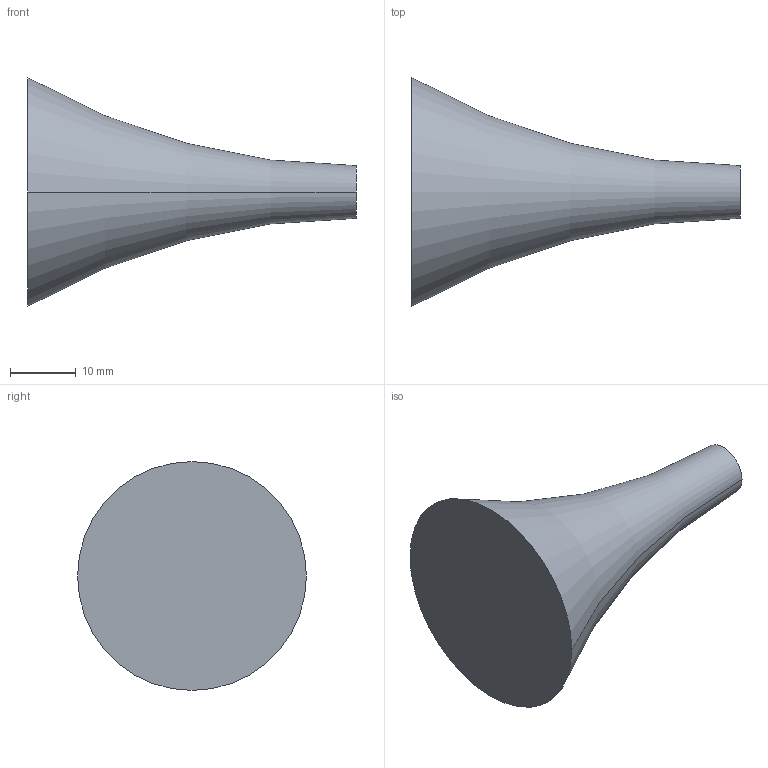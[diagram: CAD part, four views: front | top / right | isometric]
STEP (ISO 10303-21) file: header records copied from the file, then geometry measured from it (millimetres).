
FILE_DESCRIPTION((''),'2;1');
FILE_NAME('ZUGSTAB','2025-10-27T20:57:31',('Steffen Jaeger'),(''),'CREO PARAMETRIC BY PTC INC, 2023424','CREO PARAMETRIC BY PTC INC, 2023424','');
FILE_SCHEMA(('AUTOMOTIVE_DESIGN { 1 0 10303 214 1 1 1 1 }'));
Length unit declared in the file: millimetre
Products named in the file (1): ZUGSTAB
Bounding box: 50 x 34.8 x 34.8 mm (x, y, z)
Volume: 13379 mm3; surface area: 3800.6 mm2
Topology: 1 solids, 1 shells, 4 faces, 6 edges, 4 vertices
Faces by surface type: plane 2, torus 2
Entity records: 152 total; most frequent: DIRECTION 20, CARTESIAN_POINT 16, ORIENTED_EDGE 12, AXIS2_PLACEMENT_3D 10, COLOUR_RGB 9, PROPERTY_DEFINITION 7, CIRCLE 6, EDGE_CURVE 6
